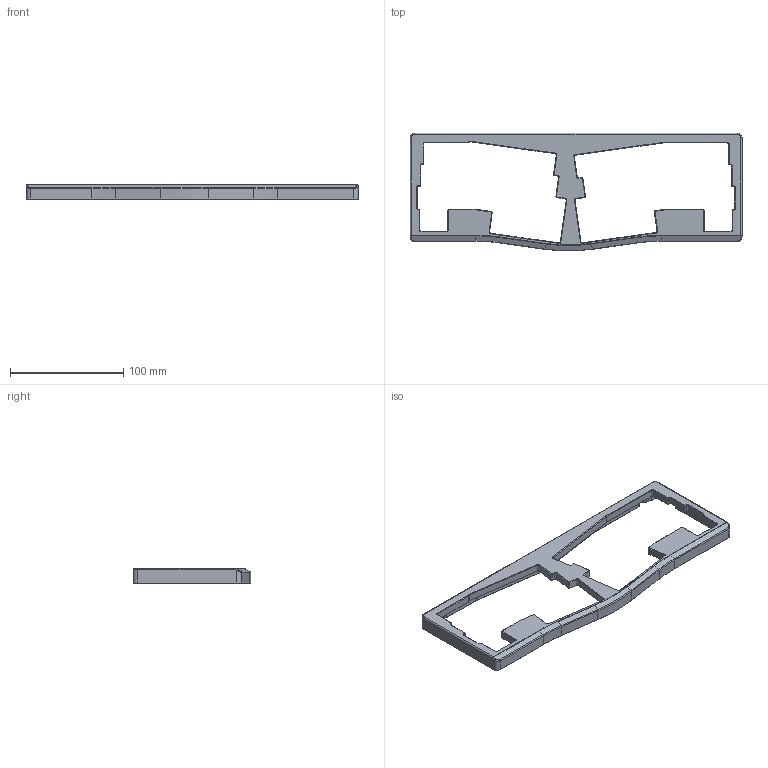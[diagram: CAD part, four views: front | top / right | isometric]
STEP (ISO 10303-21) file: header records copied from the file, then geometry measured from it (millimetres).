
FILE_DESCRIPTION(/* description */ (''),/* implementation_level */ '2;1');
FILE_NAME(/* name */ 'PrimeTopthreads.step',/* time_stamp */ '2021-11-22T00:50:15+01:00',/* author */ (''),/* organization */ (''),/* preprocessor_version */ 'ST-DEVELOPER v18.1',/* originating_system */ 'Autodesk Translation Framework v10.10.0.1391',/* authorisation */ '');
FILE_SCHEMA (('AUTOMOTIVE_DESIGN { 1 0 10303 214 3 1 1 }'));
Length unit declared in the file: millimetre
Products named in the file (2): Prime E; Top (WKL)
Assembly tree (1 placements, depth 2):
  Prime E
    Top (WKL)
Bounding box: 292.61 x 103.69 x 12.8 mm (x, y, z)
Volume: 97011.4 mm3; surface area: 40094.2 mm2
Topology: 1 solids, 1 shells, 660 faces, 1734 edges, 1081 vertices
Faces by surface type: cylinder 345, plane 171, cone 110, bspline 24, torus 8, sphere 2
Full cylindrical faces by diameter (mm): 1.623 x25, 2.074 x10, 2.529 x18, 3.086 x18, 4 x4
Entity records: 35042 total; most frequent: CARTESIAN_POINT 19613, ORIENTED_EDGE 3446, DIRECTION 2881, EDGE_CURVE 1723, VERTEX_POINT 1081, AXIS2_PLACEMENT_3D 1042, LINE 797, VECTOR 797
